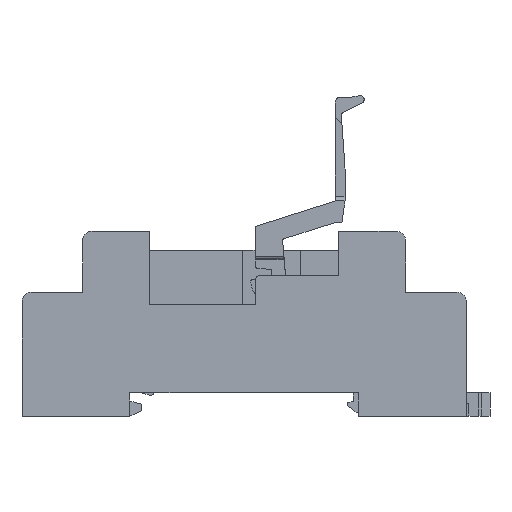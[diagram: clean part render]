
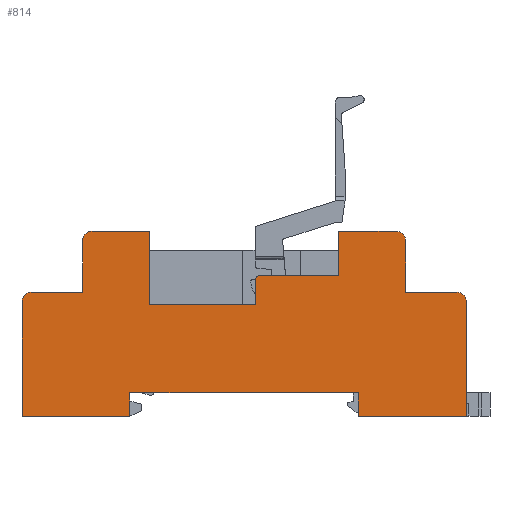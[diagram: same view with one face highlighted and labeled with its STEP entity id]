
A CAD part, left-side view. The second image highlights one B-rep face of the part: STEP entity #814.
In plain terms, the highlighted planar face has unit normal (-1, 0, 0).
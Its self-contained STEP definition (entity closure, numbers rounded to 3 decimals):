
#277=AXIS2_PLACEMENT_3D('Circle Axis2P3D',#275,#276,$) ;
#656=AXIS2_PLACEMENT_3D('Plane Axis2P3D',#653,#654,#655) ;
#676=AXIS2_PLACEMENT_3D('Circle Axis2P3D',#674,#675,$) ;
#697=AXIS2_PLACEMENT_3D('Circle Axis2P3D',#695,#696,$) ;
#753=AXIS2_PLACEMENT_3D('Circle Axis2P3D',#751,#752,$) ;
#772=AXIS2_PLACEMENT_3D('Circle Axis2P3D',#770,#771,$) ;
#171=CARTESIAN_POINT('Vertex',(0.,23.7,29.)) ;
#174=CARTESIAN_POINT('Line Origine',(0.,19.2,29.)) ;
#178=CARTESIAN_POINT('Vertex',(0.,14.7,29.)) ;
#246=CARTESIAN_POINT('Vertex',(0.,13.2,27.5)) ;
#249=CARTESIAN_POINT('Line Origine',(0.,13.2,23.475)) ;
#253=CARTESIAN_POINT('Vertex',(0.,13.2,19.45)) ;
#275=CARTESIAN_POINT('Axis2P3D Location',(0.,14.7,27.5)) ;
#605=CARTESIAN_POINT('Vertex',(0.,23.7,22.)) ;
#610=CARTESIAN_POINT('Line Origine',(0.,23.7,25.5)) ;
#653=CARTESIAN_POINT('Axis2P3D Location',(0.,36.2,21.5)) ;
#658=CARTESIAN_POINT('Line Origine',(0.,53.3,23.25)) ;
#662=CARTESIAN_POINT('Vertex',(0.,53.3,17.5)) ;
#664=CARTESIAN_POINT('Vertex',(0.,53.3,29.)) ;
#667=CARTESIAN_POINT('Line Origine',(0.,57.8,29.)) ;
#671=CARTESIAN_POINT('Vertex',(0.,62.3,29.)) ;
#674=CARTESIAN_POINT('Axis2P3D Location',(0.,62.3,27.5)) ;
#678=CARTESIAN_POINT('Vertex',(0.,63.8,27.5)) ;
#681=CARTESIAN_POINT('Line Origine',(0.,63.8,23.475)) ;
#685=CARTESIAN_POINT('Vertex',(0.,63.8,19.45)) ;
#688=CARTESIAN_POINT('Line Origine',(0.,67.8,19.45)) ;
#692=CARTESIAN_POINT('Vertex',(0.,71.8,19.45)) ;
#695=CARTESIAN_POINT('Axis2P3D Location',(0.,71.8,17.95)) ;
#699=CARTESIAN_POINT('Vertex',(0.,73.3,17.95)) ;
#702=CARTESIAN_POINT('Line Origine',(0.,73.3,8.975)) ;
#706=CARTESIAN_POINT('Vertex',(0.,73.3,0.)) ;
#709=CARTESIAN_POINT('Line Origine',(0.,64.85,0.)) ;
#713=CARTESIAN_POINT('Vertex',(0.,56.4,0.)) ;
#716=CARTESIAN_POINT('Line Origine',(0.,56.4,1.85)) ;
#720=CARTESIAN_POINT('Vertex',(0.,56.4,3.7)) ;
#723=CARTESIAN_POINT('Line Origine',(0.,38.5,3.7)) ;
#727=CARTESIAN_POINT('Vertex',(0.,20.6,3.7)) ;
#730=CARTESIAN_POINT('Line Origine',(0.,20.6,1.85)) ;
#734=CARTESIAN_POINT('Vertex',(0.,20.6,0.)) ;
#737=CARTESIAN_POINT('Line Origine',(0.,12.15,0.)) ;
#741=CARTESIAN_POINT('Vertex',(0.,3.7,0.)) ;
#744=CARTESIAN_POINT('Line Origine',(0.,3.7,8.975)) ;
#748=CARTESIAN_POINT('Vertex',(0.,3.7,17.95)) ;
#751=CARTESIAN_POINT('Axis2P3D Location',(0.,5.2,17.95)) ;
#755=CARTESIAN_POINT('Vertex',(0.,5.2,19.45)) ;
#758=CARTESIAN_POINT('Line Origine',(0.,9.2,19.45)) ;
#763=CARTESIAN_POINT('Line Origine',(0.,29.95,22.)) ;
#767=CARTESIAN_POINT('Vertex',(0.,36.2,22.)) ;
#770=CARTESIAN_POINT('Axis2P3D Location',(0.,36.2,21.5)) ;
#774=CARTESIAN_POINT('Vertex',(0.,36.7,21.5)) ;
#777=CARTESIAN_POINT('Line Origine',(0.,36.7,19.5)) ;
#781=CARTESIAN_POINT('Vertex',(0.,36.7,17.5)) ;
#784=CARTESIAN_POINT('Line Origine',(0.,45.,17.5)) ;
#175=DIRECTION('Vector Direction',(0.,1.,0.)) ;
#250=DIRECTION('Vector Direction',(0.,0.,-1.)) ;
#276=DIRECTION('Axis2P3D Direction',(1.,0.,0.)) ;
#611=DIRECTION('Vector Direction',(0.,0.,-1.)) ;
#654=DIRECTION('Axis2P3D Direction',(-1.,0.,0.)) ;
#655=DIRECTION('Axis2P3D XDirection',(0.,-1.,0.)) ;
#659=DIRECTION('Vector Direction',(0.,0.,-1.)) ;
#668=DIRECTION('Vector Direction',(0.,-1.,0.)) ;
#675=DIRECTION('Axis2P3D Direction',(-1.,0.,0.)) ;
#682=DIRECTION('Vector Direction',(0.,0.,1.)) ;
#689=DIRECTION('Vector Direction',(0.,-1.,0.)) ;
#696=DIRECTION('Axis2P3D Direction',(-1.,0.,0.)) ;
#703=DIRECTION('Vector Direction',(0.,0.,1.)) ;
#710=DIRECTION('Vector Direction',(0.,1.,0.)) ;
#717=DIRECTION('Vector Direction',(0.,0.,1.)) ;
#724=DIRECTION('Vector Direction',(0.,-1.,0.)) ;
#731=DIRECTION('Vector Direction',(0.,0.,-1.)) ;
#738=DIRECTION('Vector Direction',(0.,-1.,0.)) ;
#745=DIRECTION('Vector Direction',(0.,0.,-1.)) ;
#752=DIRECTION('Axis2P3D Direction',(-1.,0.,0.)) ;
#759=DIRECTION('Vector Direction',(0.,-1.,0.)) ;
#764=DIRECTION('Vector Direction',(0.,-1.,0.)) ;
#771=DIRECTION('Axis2P3D Direction',(-1.,0.,0.)) ;
#778=DIRECTION('Vector Direction',(0.,0.,1.)) ;
#785=DIRECTION('Vector Direction',(0.,-1.,0.)) ;
#176=VECTOR('Line Direction',#175,1.) ;
#251=VECTOR('Line Direction',#250,1.) ;
#612=VECTOR('Line Direction',#611,1.) ;
#660=VECTOR('Line Direction',#659,1.) ;
#669=VECTOR('Line Direction',#668,1.) ;
#683=VECTOR('Line Direction',#682,1.) ;
#690=VECTOR('Line Direction',#689,1.) ;
#704=VECTOR('Line Direction',#703,1.) ;
#711=VECTOR('Line Direction',#710,1.) ;
#718=VECTOR('Line Direction',#717,1.) ;
#725=VECTOR('Line Direction',#724,1.) ;
#732=VECTOR('Line Direction',#731,1.) ;
#739=VECTOR('Line Direction',#738,1.) ;
#746=VECTOR('Line Direction',#745,1.) ;
#760=VECTOR('Line Direction',#759,1.) ;
#765=VECTOR('Line Direction',#764,1.) ;
#779=VECTOR('Line Direction',#778,1.) ;
#786=VECTOR('Line Direction',#785,1.) ;
#790=ORIENTED_EDGE('',*,*,#666,.T.) ;
#791=ORIENTED_EDGE('',*,*,#673,.F.) ;
#792=ORIENTED_EDGE('',*,*,#680,.T.) ;
#793=ORIENTED_EDGE('',*,*,#687,.T.) ;
#794=ORIENTED_EDGE('',*,*,#694,.F.) ;
#795=ORIENTED_EDGE('',*,*,#701,.T.) ;
#796=ORIENTED_EDGE('',*,*,#708,.T.) ;
#797=ORIENTED_EDGE('',*,*,#715,.F.) ;
#798=ORIENTED_EDGE('',*,*,#722,.T.) ;
#799=ORIENTED_EDGE('',*,*,#729,.T.) ;
#800=ORIENTED_EDGE('',*,*,#736,.F.) ;
#801=ORIENTED_EDGE('',*,*,#743,.F.) ;
#802=ORIENTED_EDGE('',*,*,#750,.T.) ;
#803=ORIENTED_EDGE('',*,*,#757,.T.) ;
#804=ORIENTED_EDGE('',*,*,#762,.F.) ;
#805=ORIENTED_EDGE('',*,*,#255,.T.) ;
#806=ORIENTED_EDGE('',*,*,#279,.T.) ;
#807=ORIENTED_EDGE('',*,*,#180,.T.) ;
#808=ORIENTED_EDGE('',*,*,#614,.T.) ;
#809=ORIENTED_EDGE('',*,*,#769,.T.) ;
#810=ORIENTED_EDGE('',*,*,#776,.T.) ;
#811=ORIENTED_EDGE('',*,*,#783,.T.) ;
#812=ORIENTED_EDGE('',*,*,#788,.T.) ;
#814=ADVANCED_FACE('SOCKEL',(#813),#657,.T.) ;
#278=CIRCLE('generated circle',#277,1.5) ;
#677=CIRCLE('generated circle',#676,1.5) ;
#698=CIRCLE('generated circle',#697,1.5) ;
#754=CIRCLE('generated circle',#753,1.5) ;
#773=CIRCLE('generated circle',#772,0.5) ;
#180=EDGE_CURVE('',#179,#172,#177,.T.) ;
#255=EDGE_CURVE('',#254,#247,#252,.F.) ;
#279=EDGE_CURVE('',#247,#179,#278,.F.) ;
#614=EDGE_CURVE('',#172,#606,#613,.T.) ;
#666=EDGE_CURVE('',#663,#665,#661,.F.) ;
#673=EDGE_CURVE('',#672,#665,#670,.T.) ;
#680=EDGE_CURVE('',#672,#679,#677,.T.) ;
#687=EDGE_CURVE('',#679,#686,#684,.F.) ;
#694=EDGE_CURVE('',#693,#686,#691,.T.) ;
#701=EDGE_CURVE('',#693,#700,#698,.T.) ;
#708=EDGE_CURVE('',#700,#707,#705,.F.) ;
#715=EDGE_CURVE('',#714,#707,#712,.T.) ;
#722=EDGE_CURVE('',#714,#721,#719,.T.) ;
#729=EDGE_CURVE('',#721,#728,#726,.T.) ;
#736=EDGE_CURVE('',#735,#728,#733,.F.) ;
#743=EDGE_CURVE('',#742,#735,#740,.F.) ;
#750=EDGE_CURVE('',#742,#749,#747,.F.) ;
#757=EDGE_CURVE('',#749,#756,#754,.T.) ;
#762=EDGE_CURVE('',#254,#756,#761,.T.) ;
#769=EDGE_CURVE('',#606,#768,#766,.F.) ;
#776=EDGE_CURVE('',#768,#775,#773,.T.) ;
#783=EDGE_CURVE('',#775,#782,#780,.F.) ;
#788=EDGE_CURVE('',#782,#663,#787,.F.) ;
#789=EDGE_LOOP('',(#790,#791,#792,#793,#794,#795,#796,#797,#798,#799,#800,#801,#802,#803,#804,#805,#806,#807,#808,#809,#810,#811,#812)) ;
#813=FACE_OUTER_BOUND('',#789,.T.) ;
#177=LINE('Line',#174,#176) ;
#252=LINE('Line',#249,#251) ;
#613=LINE('Line',#610,#612) ;
#661=LINE('Line',#658,#660) ;
#670=LINE('Line',#667,#669) ;
#684=LINE('Line',#681,#683) ;
#691=LINE('Line',#688,#690) ;
#705=LINE('Line',#702,#704) ;
#712=LINE('Line',#709,#711) ;
#719=LINE('Line',#716,#718) ;
#726=LINE('Line',#723,#725) ;
#733=LINE('Line',#730,#732) ;
#740=LINE('Line',#737,#739) ;
#747=LINE('Line',#744,#746) ;
#761=LINE('Line',#758,#760) ;
#766=LINE('Line',#763,#765) ;
#780=LINE('Line',#777,#779) ;
#787=LINE('Line',#784,#786) ;
#657=PLANE('',#656) ;
#172=VERTEX_POINT('',#171) ;
#179=VERTEX_POINT('',#178) ;
#247=VERTEX_POINT('',#246) ;
#254=VERTEX_POINT('',#253) ;
#606=VERTEX_POINT('',#605) ;
#663=VERTEX_POINT('',#662) ;
#665=VERTEX_POINT('',#664) ;
#672=VERTEX_POINT('',#671) ;
#679=VERTEX_POINT('',#678) ;
#686=VERTEX_POINT('',#685) ;
#693=VERTEX_POINT('',#692) ;
#700=VERTEX_POINT('',#699) ;
#707=VERTEX_POINT('',#706) ;
#714=VERTEX_POINT('',#713) ;
#721=VERTEX_POINT('',#720) ;
#728=VERTEX_POINT('',#727) ;
#735=VERTEX_POINT('',#734) ;
#742=VERTEX_POINT('',#741) ;
#749=VERTEX_POINT('',#748) ;
#756=VERTEX_POINT('',#755) ;
#768=VERTEX_POINT('',#767) ;
#775=VERTEX_POINT('',#774) ;
#782=VERTEX_POINT('',#781) ;
